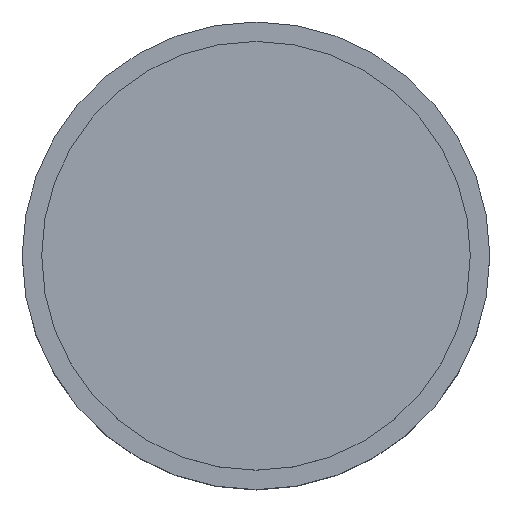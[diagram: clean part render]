
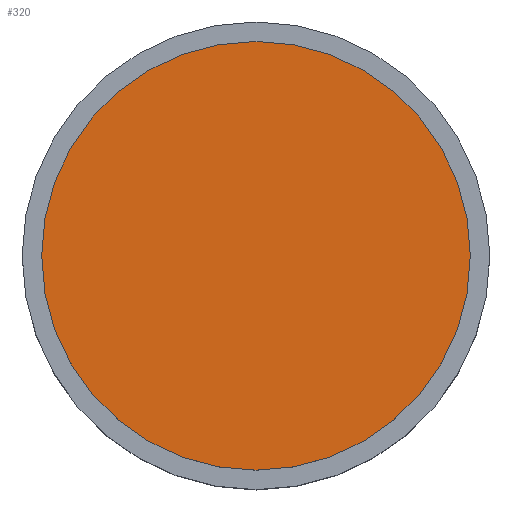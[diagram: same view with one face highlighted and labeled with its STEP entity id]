
A CAD part, top view. The second image highlights one B-rep face of the part: STEP entity #320.
In plain terms, the highlighted planar face has unit normal (0, 0, 1).
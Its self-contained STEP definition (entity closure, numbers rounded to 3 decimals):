
#125=PLANE('',#359);
#147=VERTEX_POINT('',#496);
#169=CIRCLE('',#357,2.75);
#195=EDGE_CURVE('',#147,#147,#169,.T.);
#246=ORIENTED_EDGE('',*,*,#195,.F.);
#274=EDGE_LOOP('',(#246));
#302=FACE_BOUND('',#274,.T.);
#320=ADVANCED_FACE('',(#302),#125,.T.);
#357=AXIS2_PLACEMENT_3D('',#495,#430,#431);
#359=AXIS2_PLACEMENT_3D('',#499,#434,$);
#430=DIRECTION('',(0.,0.,-1.));
#431=DIRECTION('',(2.75,0.,0.));
#434=DIRECTION('',(0.,0.,1.));
#495=CARTESIAN_POINT('',(0.,0.,2.9));
#496=CARTESIAN_POINT('',(2.75,0.,2.9));
#499=CARTESIAN_POINT('',(0.,0.,2.9));
